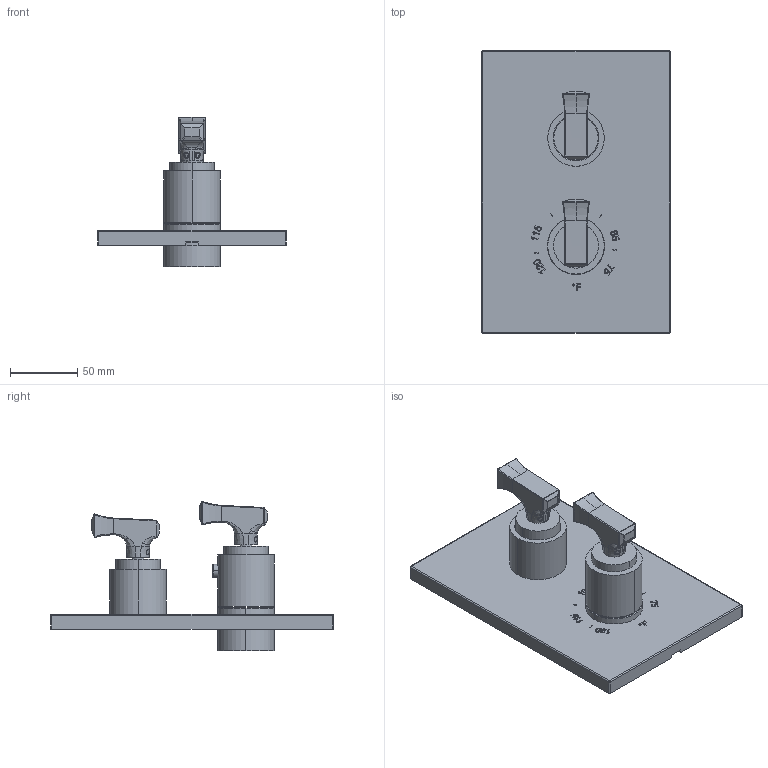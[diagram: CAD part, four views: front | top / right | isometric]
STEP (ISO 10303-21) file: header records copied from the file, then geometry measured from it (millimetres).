
FILE_DESCRIPTION((''),'2;1');
FILE_NAME('3-2573TS_ASM','2016-11-11T',('rsmith'),(''),'PRO/ENGINEER BY PARAMETRIC TECHNOLOGY CORPORATION, 2013150','PRO/ENGINEER BY PARAMETRIC TECHNOLOGY CORPORATION, 2013150','');
FILE_SCHEMA(('CONFIG_CONTROL_DESIGN'));
Length unit declared in the file: inch
Products named in the file (22): 12349_AF0; H-78_2_FEET_AF0; 91678; 2-999_AF0_ASM; 12368; 91249; 91080; 2-996_ASM; 91308; 12348; 12345_AF0; 12354; 12353; 92137; 91246; 92849; 2-998_ASM; 92113; 12385; 92000; 20-133_ASM; 3-2573TS_ASM
Assembly tree (24 placements, depth 3):
  3-2573TS_ASM
    2-999_AF0_ASM
      12349_AF0
      H-78_2_FEET_AF0
      91678
    2-996_ASM
      12368
      91249
      91080
    91308
    12348
    12345_AF0
    2-998_ASM
      12354
      12353
      92137
      91246
      92849
    92113  x2
    20-133_ASM  x2
      12385
      92000
Bounding box: 139.7 x 209.55 x 110.84 mm (x, y, z)
Volume: 175342.2 mm3; surface area: 196370.3 mm2
Topology: 22 solids, 31 shells, 2583 faces, 6653 edges, 4203 vertices
Faces by surface type: plane 911, cylinder 635, bspline 428, extrusion 362, cone 129, sphere 72, torus 42, revolution 4
Entity records: 93023 total; most frequent: CARTESIAN_POINT 48151, ORIENTED_EDGE 10158, DIRECTION 7360, EDGE_CURVE 5099, VERTEX_POINT 3249, VECTOR 2544, AXIS2_PLACEMENT_3D 2406, B_SPLINE_CURVE_WITH_KNOTS 2345
